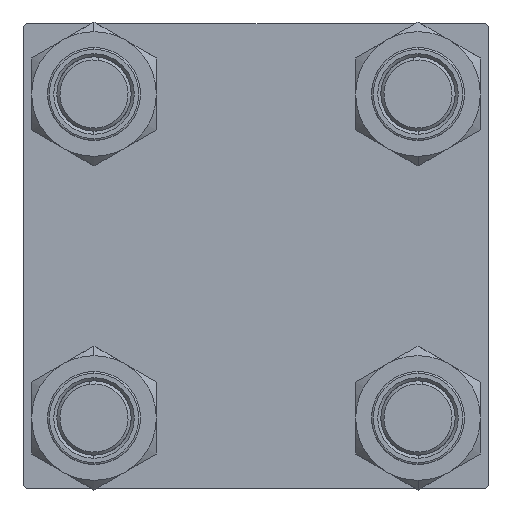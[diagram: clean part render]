
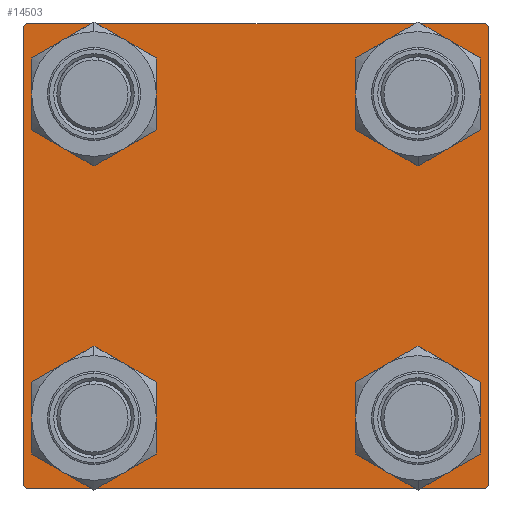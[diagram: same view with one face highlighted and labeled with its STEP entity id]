
A CAD part, left-side view. The second image highlights one B-rep face of the part: STEP entity #14503.
In plain terms, the highlighted planar face has unit normal (-1, 0, 0).
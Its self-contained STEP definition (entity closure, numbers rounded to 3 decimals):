
#279 = CARTESIAN_POINT ( 'NONE',  ( 0., 26.15, 32.65 ) ) ;
#433 = DIRECTION ( 'NONE',  ( 1., 0., 0. ) ) ;
#476 = CIRCLE ( 'NONE', #29607, 6.5 ) ;
#654 = LINE ( 'NONE', #11550, #31266 ) ;
#1409 = CARTESIAN_POINT ( 'NONE',  ( 0., -26.15, -26.15 ) ) ;
#1684 = CARTESIAN_POINT ( 'NONE',  ( 0., 26.15, 26.15 ) ) ;
#1995 = VECTOR ( 'NONE', #49356, 1000. ) ;
#2098 = EDGE_CURVE ( 'NONE', #48807, #37422, #46601, .T. ) ;
#2234 = EDGE_CURVE ( 'NONE', #28841, #39362, #7203, .T. ) ;
#2395 = AXIS2_PLACEMENT_3D ( 'NONE', #47381, #13079, #9051 ) ;
#2997 = FACE_BOUND ( 'NONE', #40862, .T. ) ;
#3256 = CARTESIAN_POINT ( 'NONE',  ( 0., -26.15, 26.15 ) ) ;
#3603 = ORIENTED_EDGE ( 'NONE', *, *, #34948, .T. ) ;
#3755 = DIRECTION ( 'NONE',  ( -1., 0., 0. ) ) ;
#3908 = CARTESIAN_POINT ( 'NONE',  ( 0., 37.5, 37.5 ) ) ;
#4515 = CARTESIAN_POINT ( 'NONE',  ( 0., 37.5, 37.5 ) ) ;
#4747 = DIRECTION ( 'NONE',  ( 0., 0., 1. ) ) ;
#4825 = DIRECTION ( 'NONE',  ( 0., 0., 1. ) ) ;
#4844 = AXIS2_PLACEMENT_3D ( 'NONE', #18967, #7306, #23023 ) ;
#5238 = DIRECTION ( 'NONE',  ( 0., 0.707, -0.707 ) ) ;
#5258 = AXIS2_PLACEMENT_3D ( 'NONE', #1409, #433, #27800 ) ;
#7203 = LINE ( 'NONE', #3908, #1995 ) ;
#7254 = DIRECTION ( 'NONE',  ( 0., 0., -1. ) ) ;
#7290 = DIRECTION ( 'NONE',  ( 0., -0.707, -0.707 ) ) ;
#7297 = FACE_BOUND ( 'NONE', #16361, .T. ) ;
#7306 = DIRECTION ( 'NONE',  ( 1., 0., 0. ) ) ;
#7811 = FACE_BOUND ( 'NONE', #35926, .T. ) ;
#8102 = VECTOR ( 'NONE', #8310, 1000. ) ;
#8310 = DIRECTION ( 'NONE',  ( 0., -0.707, 0.707 ) ) ;
#8374 = CARTESIAN_POINT ( 'NONE',  ( 0., -26.15, -32.65 ) ) ;
#9051 = DIRECTION ( 'NONE',  ( 0., 0., 1. ) ) ;
#9188 = VERTEX_POINT ( 'NONE', #9899 ) ;
#9692 = LINE ( 'NONE', #45230, #32373 ) ;
#9899 = CARTESIAN_POINT ( 'NONE',  ( 0., -26.15, 19.65 ) ) ;
#10019 = VERTEX_POINT ( 'NONE', #48248 ) ;
#10212 = CARTESIAN_POINT ( 'NONE',  ( 0., 37.5, -37. ) ) ;
#10850 = ORIENTED_EDGE ( 'NONE', *, *, #45603, .T. ) ;
#10952 = DIRECTION ( 'NONE',  ( 1., 0., 0. ) ) ;
#11243 = CARTESIAN_POINT ( 'NONE',  ( 0., -26.15, -19.65 ) ) ;
#11335 = CARTESIAN_POINT ( 'NONE',  ( 0., 37.25, -37.25 ) ) ;
#11550 = CARTESIAN_POINT ( 'NONE',  ( 0., -37.5, 37.5 ) ) ;
#13079 = DIRECTION ( 'NONE',  ( 1., 0., 0. ) ) ;
#13366 = VERTEX_POINT ( 'NONE', #44880 ) ;
#13408 = EDGE_CURVE ( 'NONE', #10019, #23436, #37264, .T. ) ;
#13704 = VECTOR ( 'NONE', #7290, 1000. ) ;
#13971 = ORIENTED_EDGE ( 'NONE', *, *, #23808, .T. ) ;
#14503 = ADVANCED_FACE ( 'NONE', ( #26569, #7811, #7297, #2997, #38516 ), #41575, .T. ) ;
#14524 = VERTEX_POINT ( 'NONE', #19473 ) ;
#14613 = EDGE_CURVE ( 'NONE', #19277, #43179, #19970, .T. ) ;
#15211 = ORIENTED_EDGE ( 'NONE', *, *, #32130, .T. ) ;
#15296 = EDGE_CURVE ( 'NONE', #41024, #21527, #36751, .T. ) ;
#15403 = DIRECTION ( 'NONE',  ( 0., 0., 1. ) ) ;
#16361 = EDGE_LOOP ( 'NONE', ( #45723, #40290 ) ) ;
#16959 = DIRECTION ( 'NONE',  ( 0., 0.707, 0.707 ) ) ;
#18612 = AXIS2_PLACEMENT_3D ( 'NONE', #45636, #3755, #15403 ) ;
#18967 = CARTESIAN_POINT ( 'NONE',  ( 0., 26.15, -26.15 ) ) ;
#19277 = VERTEX_POINT ( 'NONE', #19517 ) ;
#19420 = CIRCLE ( 'NONE', #4844, 6.5 ) ;
#19473 = CARTESIAN_POINT ( 'NONE',  ( 0., 37., -37.5 ) ) ;
#19517 = CARTESIAN_POINT ( 'NONE',  ( 0., -37., -37.5 ) ) ;
#19970 = LINE ( 'NONE', #42837, #8102 ) ;
#20324 = ORIENTED_EDGE ( 'NONE', *, *, #49086, .F. ) ;
#20426 = ORIENTED_EDGE ( 'NONE', *, *, #30775, .T. ) ;
#20713 = DIRECTION ( 'NONE',  ( 0., -1., 0. ) ) ;
#20887 = VECTOR ( 'NONE', #5238, 1000. ) ;
#21527 = VERTEX_POINT ( 'NONE', #279 ) ;
#23023 = DIRECTION ( 'NONE',  ( 0., 0., 1. ) ) ;
#23174 = EDGE_LOOP ( 'NONE', ( #13971, #10850 ) ) ;
#23218 = CARTESIAN_POINT ( 'NONE',  ( 0., -26.15, -26.15 ) ) ;
#23436 = VERTEX_POINT ( 'NONE', #49478 ) ;
#23808 = EDGE_CURVE ( 'NONE', #34082, #9188, #476, .T. ) ;
#24274 = VERTEX_POINT ( 'NONE', #34378 ) ;
#24573 = AXIS2_PLACEMENT_3D ( 'NONE', #27902, #39589, #4825 ) ;
#25063 = EDGE_CURVE ( 'NONE', #10019, #43179, #654, .T. ) ;
#26569 = FACE_BOUND ( 'NONE', #23174, .T. ) ;
#27577 = LINE ( 'NONE', #35928, #20887 ) ;
#27800 = DIRECTION ( 'NONE',  ( 0., 0., 1. ) ) ;
#27902 = CARTESIAN_POINT ( 'NONE',  ( 0., 26.15, 26.15 ) ) ;
#28474 = CARTESIAN_POINT ( 'NONE',  ( 0., -37.5, -37. ) ) ;
#28841 = VERTEX_POINT ( 'NONE', #31177 ) ;
#28885 = CARTESIAN_POINT ( 'NONE',  ( 0., -37.25, 37.25 ) ) ;
#29607 = AXIS2_PLACEMENT_3D ( 'NONE', #3256, #33687, #37522 ) ;
#29846 = CIRCLE ( 'NONE', #42848, 6.5 ) ;
#30237 = CARTESIAN_POINT ( 'NONE',  ( 0., 26.15, -26.15 ) ) ;
#30775 = EDGE_CURVE ( 'NONE', #13366, #28841, #27577, .T. ) ;
#30946 = EDGE_LOOP ( 'NONE', ( #34141, #34807, #50053, #35416, #35386, #34172, #20324, #20426 ) ) ;
#31054 = CARTESIAN_POINT ( 'NONE',  ( 0., -26.15, 32.65 ) ) ;
#31126 = LINE ( 'NONE', #11335, #13704 ) ;
#31177 = CARTESIAN_POINT ( 'NONE',  ( 0., 37.5, 37. ) ) ;
#31266 = VECTOR ( 'NONE', #7254, 1000. ) ;
#31476 = AXIS2_PLACEMENT_3D ( 'NONE', #1684, #43572, #4747 ) ;
#31815 = DIRECTION ( 'NONE',  ( 0., 0., 1. ) ) ;
#32130 = EDGE_CURVE ( 'NONE', #21527, #41024, #32267, .T. ) ;
#32267 = CIRCLE ( 'NONE', #31476, 6.5 ) ;
#32373 = VECTOR ( 'NONE', #40918, 1000. ) ;
#32486 = VECTOR ( 'NONE', #16959, 1000. ) ;
#33302 = ORIENTED_EDGE ( 'NONE', *, *, #15296, .T. ) ;
#33687 = DIRECTION ( 'NONE',  ( 1., 0., 0. ) ) ;
#34082 = VERTEX_POINT ( 'NONE', #31054 ) ;
#34141 = ORIENTED_EDGE ( 'NONE', *, *, #2234, .T. ) ;
#34172 = ORIENTED_EDGE ( 'NONE', *, *, #13408, .T. ) ;
#34378 = CARTESIAN_POINT ( 'NONE',  ( 0., 26.15, -19.65 ) ) ;
#34594 = EDGE_CURVE ( 'NONE', #44748, #24274, #19420, .T. ) ;
#34807 = ORIENTED_EDGE ( 'NONE', *, *, #45354, .T. ) ;
#34948 = EDGE_CURVE ( 'NONE', #37422, #48807, #29846, .T. ) ;
#35197 = LINE ( 'NONE', #4515, #38177 ) ;
#35386 = ORIENTED_EDGE ( 'NONE', *, *, #25063, .F. ) ;
#35416 = ORIENTED_EDGE ( 'NONE', *, *, #14613, .T. ) ;
#35590 = CIRCLE ( 'NONE', #2395, 6.5 ) ;
#35919 = EDGE_CURVE ( 'NONE', #14524, #19277, #9692, .T. ) ;
#35926 = EDGE_LOOP ( 'NONE', ( #3603, #46768 ) ) ;
#35928 = CARTESIAN_POINT ( 'NONE',  ( 0., 37.25, 37.25 ) ) ;
#36751 = CIRCLE ( 'NONE', #24573, 6.5 ) ;
#37264 = LINE ( 'NONE', #28885, #32486 ) ;
#37422 = VERTEX_POINT ( 'NONE', #11243 ) ;
#37522 = DIRECTION ( 'NONE',  ( 0., 0., 1. ) ) ;
#38177 = VECTOR ( 'NONE', #20713, 1000. ) ;
#38516 = FACE_OUTER_BOUND ( 'NONE', #30946, .T. ) ;
#39362 = VERTEX_POINT ( 'NONE', #10212 ) ;
#39589 = DIRECTION ( 'NONE',  ( 1., 0., 0. ) ) ;
#39745 = CARTESIAN_POINT ( 'NONE',  ( 0., 26.15, -32.65 ) ) ;
#39976 = EDGE_CURVE ( 'NONE', #24274, #44748, #48690, .T. ) ;
#40290 = ORIENTED_EDGE ( 'NONE', *, *, #34594, .T. ) ;
#40552 = AXIS2_PLACEMENT_3D ( 'NONE', #30237, #10952, #41931 ) ;
#40862 = EDGE_LOOP ( 'NONE', ( #15211, #33302 ) ) ;
#40918 = DIRECTION ( 'NONE',  ( 0., -1., 0. ) ) ;
#41024 = VERTEX_POINT ( 'NONE', #47577 ) ;
#41575 = PLANE ( 'NONE',  #18612 ) ;
#41931 = DIRECTION ( 'NONE',  ( 0., 0., 1. ) ) ;
#42837 = CARTESIAN_POINT ( 'NONE',  ( 0., -37.25, -37.25 ) ) ;
#42848 = AXIS2_PLACEMENT_3D ( 'NONE', #23218, #44270, #31815 ) ;
#43179 = VERTEX_POINT ( 'NONE', #28474 ) ;
#43572 = DIRECTION ( 'NONE',  ( 1., 0., 0. ) ) ;
#44270 = DIRECTION ( 'NONE',  ( 1., 0., 0. ) ) ;
#44748 = VERTEX_POINT ( 'NONE', #39745 ) ;
#44880 = CARTESIAN_POINT ( 'NONE',  ( 0., 37., 37.5 ) ) ;
#45230 = CARTESIAN_POINT ( 'NONE',  ( 0., 37.5, -37.5 ) ) ;
#45354 = EDGE_CURVE ( 'NONE', #39362, #14524, #31126, .T. ) ;
#45603 = EDGE_CURVE ( 'NONE', #9188, #34082, #35590, .T. ) ;
#45636 = CARTESIAN_POINT ( 'NONE',  ( 0., 0., 0. ) ) ;
#45723 = ORIENTED_EDGE ( 'NONE', *, *, #39976, .T. ) ;
#46601 = CIRCLE ( 'NONE', #5258, 6.5 ) ;
#46768 = ORIENTED_EDGE ( 'NONE', *, *, #2098, .T. ) ;
#47381 = CARTESIAN_POINT ( 'NONE',  ( 0., -26.15, 26.15 ) ) ;
#47577 = CARTESIAN_POINT ( 'NONE',  ( 0., 26.15, 19.65 ) ) ;
#48248 = CARTESIAN_POINT ( 'NONE',  ( 0., -37.5, 37. ) ) ;
#48690 = CIRCLE ( 'NONE', #40552, 6.5 ) ;
#48807 = VERTEX_POINT ( 'NONE', #8374 ) ;
#49086 = EDGE_CURVE ( 'NONE', #13366, #23436, #35197, .T. ) ;
#49356 = DIRECTION ( 'NONE',  ( 0., 0., -1. ) ) ;
#49478 = CARTESIAN_POINT ( 'NONE',  ( 0., -37., 37.5 ) ) ;
#50053 = ORIENTED_EDGE ( 'NONE', *, *, #35919, .T. ) ;
